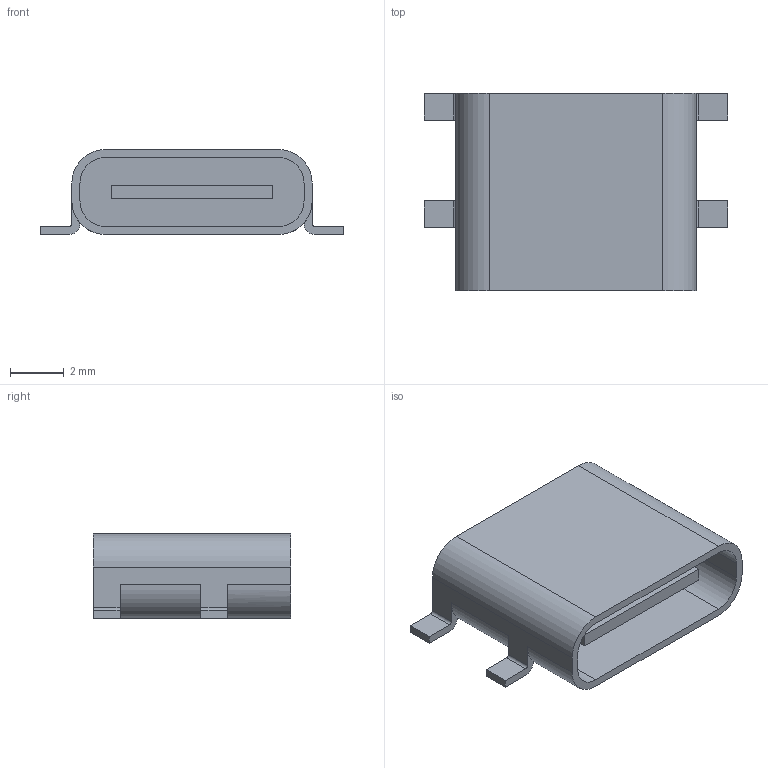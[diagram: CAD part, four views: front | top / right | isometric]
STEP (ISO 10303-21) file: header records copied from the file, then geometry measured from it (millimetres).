
FILE_DESCRIPTION( ( 'Unknown' ), '1' );
FILE_NAME( 'USB4110.stp', 'Unknown', ( 'Unknown' ), ( 'Unknown' ), 'PSStep 17.0.49', 'Unknown', ' ' );
FILE_SCHEMA( ( 'AUTOMOTIVE_DESIGN { 1 0 10303 214 1 1 1 1 }' ) );
Length unit declared in the file: millimetre
Products named in the file (1): 1
Bounding box: 11.3 x 7.35 x 3.16 mm (x, y, z)
Volume: 73.6 mm3; surface area: 456.6 mm2
Topology: 1 solids, 1 shells, 54 faces, 150 edges, 100 vertices
Faces by surface type: plane 38, cylinder 16
Entity records: 2180 total; most frequent: CARTESIAN_POINT 305, ORIENTED_EDGE 300, DIRECTION 298, EDGE_CURVE 150, LINE 112, VECTOR 112, VERTEX_POINT 100, AXIS2_PLACEMENT_3D 93
